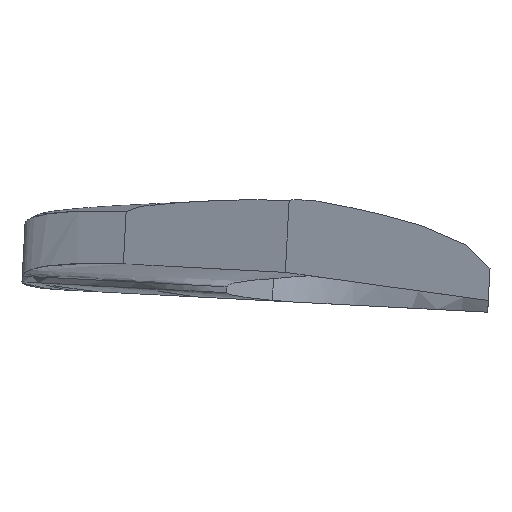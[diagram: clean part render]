
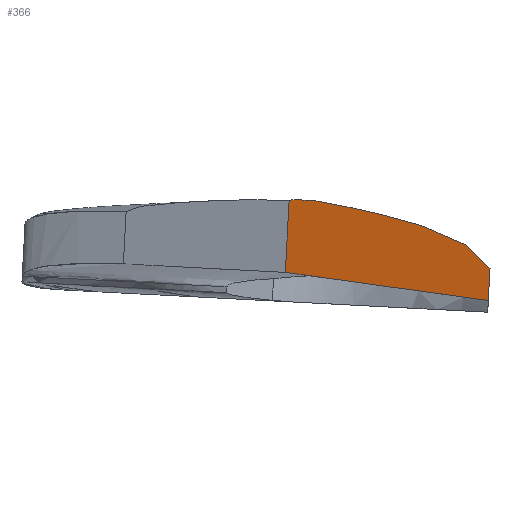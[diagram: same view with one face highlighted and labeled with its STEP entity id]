
A CAD part, left-side view. The second image highlights one B-rep face of the part: STEP entity #366.
In plain terms, the highlighted planar face has unit normal (-0.052, -0.137, 0.989).
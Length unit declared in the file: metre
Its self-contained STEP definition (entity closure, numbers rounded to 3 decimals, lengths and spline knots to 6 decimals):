
#32=LINE('',#644,#49);
#37=LINE('',#1478,#54);
#40=LINE('',#1659,#57);
#49=VECTOR('',#406,1.);
#54=VECTOR('',#417,1.);
#57=VECTOR('',#424,1.);
#161=ORIENTED_EDGE('',*,*,#212,.T.);
#162=ORIENTED_EDGE('',*,*,#201,.T.);
#163=ORIENTED_EDGE('',*,*,#186,.T.);
#164=ORIENTED_EDGE('',*,*,#211,.T.);
#165=ORIENTED_EDGE('',*,*,#218,.T.);
#186=EDGE_CURVE('',#237,#236,#32,.T.);
#201=EDGE_CURVE('',#239,#237,#37,.T.);
#211=EDGE_CURVE('',#236,#250,#283,.T.);
#212=EDGE_CURVE('',#251,#239,#40,.T.);
#218=EDGE_CURVE('',#250,#251,#289,.T.);
#236=VERTEX_POINT('',#643);
#237=VERTEX_POINT('',#645);
#239=VERTEX_POINT('',#650);
#250=VERTEX_POINT('',#1639);
#251=VERTEX_POINT('',#1660);
#283=B_SPLINE_CURVE_WITH_KNOTS('',3,(#1640,#1641,#1642,#1643,#1644,#1645,
#1646,#1647,#1648,#1649,#1650,#1651,#1652,#1653,#1654,#1655,#1656,#1657),
 .UNSPECIFIED.,.F.,.F.,(4,1,1,1,1,1,1,1,1,1,1,1,1,1,1,4),(0.,0.01838,
0.036761,0.055141,0.073521,0.082712,
0.091902,0.101092,0.110282,0.119472,
0.124068,0.128663,0.133258,0.137853,
0.142448,0.147043),.UNSPECIFIED.);
#289=B_SPLINE_CURVE_WITH_KNOTS('',3,(#2247,#2248,#2249,#2250,#2251,#2252),
 .UNSPECIFIED.,.F.,.F.,(4,1,1,4),(0.,0.006048,0.009072,
0.012095),.UNSPECIFIED.);
#312=EDGE_LOOP('',(#161,#162,#163,#164,#165));
#334=FACE_BOUND('',#312,.T.);
#344=PLANE('',#389);
#366=ADVANCED_FACE('',(#334),#344,.T.);
#389=AXIS2_PLACEMENT_3D('',#2429,#427,#428);
#406=DIRECTION('',(0.999,-0.003,0.052));
#417=DIRECTION('',(0.002,-0.991,-0.137));
#424=DIRECTION('',(-0.999,0.003,-0.052));
#427=DIRECTION('',(-0.052,-0.137,0.989));
#428=DIRECTION('',(0.999,-0.003,0.052));
#643=CARTESIAN_POINT('',(0.238857,-0.086443,0.000855));
#644=CARTESIAN_POINT('',(0.238857,-0.086443,0.000855));
#645=CARTESIAN_POINT('',(0.13299,-0.086153,-0.004686));
#650=CARTESIAN_POINT('',(0.132911,-0.051358,0.000142));
#1478=CARTESIAN_POINT('',(0.132911,-0.051081,0.00018));
#1639=CARTESIAN_POINT('',(0.379335,-0.05621,0.012459));
#1640=CARTESIAN_POINT('',(0.238857,-0.086443,0.000855));
#1641=CARTESIAN_POINT('',(0.244974,-0.08626,0.001203));
#1642=CARTESIAN_POINT('',(0.257203,-0.085807,0.00191));
#1643=CARTESIAN_POINT('',(0.275525,-0.084833,0.003011));
#1644=CARTESIAN_POINT('',(0.293819,-0.083483,0.004163));
#1645=CARTESIAN_POINT('',(0.309034,-0.081801,0.005199));
#1646=CARTESIAN_POINT('',(0.32109,-0.080019,0.006082));
#1647=CARTESIAN_POINT('',(0.330091,-0.078514,0.006765));
#1648=CARTESIAN_POINT('',(0.33903,-0.076753,0.007481));
#1649=CARTESIAN_POINT('',(0.347839,-0.074469,0.008263));
#1650=CARTESIAN_POINT('',(0.355017,-0.071894,0.008999));
#1651=CARTESIAN_POINT('',(0.360669,-0.069491,0.00963));
#1652=CARTESIAN_POINT('',(0.364888,-0.06754,0.010124));
#1653=CARTESIAN_POINT('',(0.368973,-0.065356,0.010642));
#1654=CARTESIAN_POINT('',(0.372817,-0.062824,0.011196));
#1655=CARTESIAN_POINT('',(0.376352,-0.059775,0.011806));
#1656=CARTESIAN_POINT('',(0.378416,-0.057464,0.012236));
#1657=CARTESIAN_POINT('',(0.379336,-0.05621,0.012459));
#1659=CARTESIAN_POINT('',(0.132781,-0.051358,0.000135));
#1660=CARTESIAN_POINT('',(0.368141,-0.052003,0.012453));
#2247=CARTESIAN_POINT('',(0.379336,-0.05621,0.012459));
#2248=CARTESIAN_POINT('',(0.377645,-0.055094,0.012524));
#2249=CARTESIAN_POINT('',(0.37501,-0.053604,0.012592));
#2250=CARTESIAN_POINT('',(0.37115,-0.052296,0.012571));
#2251=CARTESIAN_POINT('',(0.369163,-0.052006,0.012506));
#2252=CARTESIAN_POINT('',(0.368141,-0.052003,0.012453));
#2429=CARTESIAN_POINT('',(0.257609,-0.0517,0.006668));
